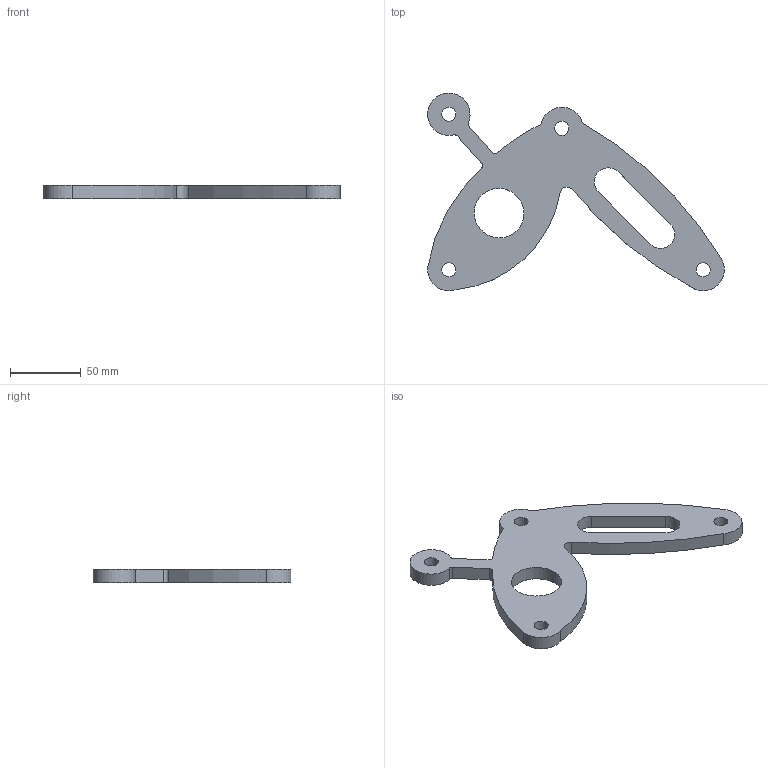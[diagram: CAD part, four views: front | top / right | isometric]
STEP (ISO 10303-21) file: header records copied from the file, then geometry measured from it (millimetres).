
FILE_DESCRIPTION(/* description */ (''),/* implementation_level */ '2;1');
FILE_NAME(/* name */ 'Final Bracket Design.stp',/* time_stamp */ '2021-05-25T11:40:26+12:00',/* author */ ('jtri402'),/* organization */ (''),/* preprocessor_version */ 'ST-DEVELOPER v18.1',/* originating_system */ 'Autodesk Inventor 2021',/* authorisation */ '');
FILE_SCHEMA (('AUTOMOTIVE_DESIGN { 1 0 10303 214 3 1 1 }'));
Length unit declared in the file: millimetre
Products named in the file (1): Final Bracket Design
Bounding box: 210 x 139.96 x 9.72 mm (x, y, z)
Volume: 114240.8 mm3; surface area: 34639.5 mm2
Topology: 1 solids, 1 shells, 27 faces, 77 edges, 52 vertices
Faces by surface type: cylinder 20, plane 6, bspline 1
Full cylindrical faces by diameter (mm): 10 x4
Entity records: 989 total; most frequent: DIRECTION 175, CARTESIAN_POINT 174, ORIENTED_EDGE 154, EDGE_CURVE 77, AXIS2_PLACEMENT_3D 71, VERTEX_POINT 52, CIRCLE 40, EDGE_LOOP 39
